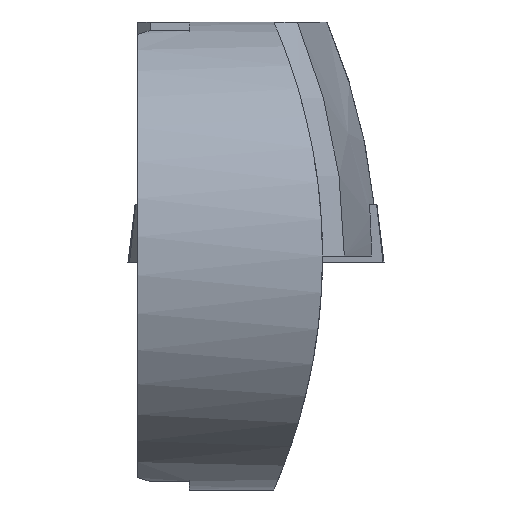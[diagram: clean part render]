
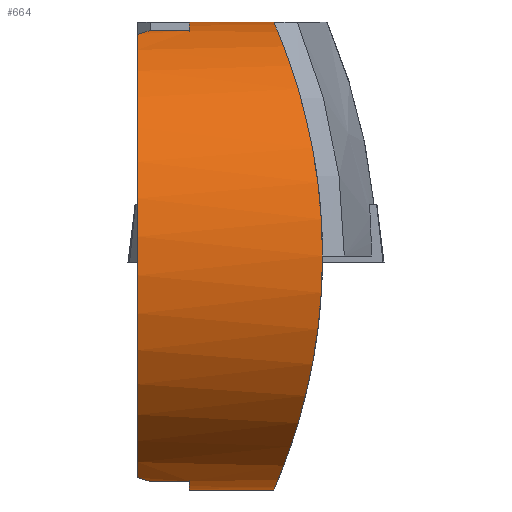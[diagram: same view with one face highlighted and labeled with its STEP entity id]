
A CAD part, left-side view. The second image highlights one B-rep face of the part: STEP entity #664.
In plain terms, the highlighted cylindrical face has radius 9.5 mm (diameter 19 mm), a partial arc.
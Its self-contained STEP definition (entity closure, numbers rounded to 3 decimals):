
#584=EDGE_CURVE('NONE',#1134,#1094,#1628,.T.);
#664=ADVANCED_FACE('NONE',(#1714),#1715,.T.);
#680=VERTEX_POINT('NONE',#1732);
#688=VERTEX_POINT('NONE',#1740);
#706=EDGE_CURVE('NONE',#688,#680,#1759,.T.);
#732=EDGE_CURVE('NONE',#1228,#688,#1787,.F.);
#882=EDGE_CURVE('NONE',#1430,#1404,#1950,.F.);
#930=VERTEX_POINT('NONE',#2005);
#978=EDGE_CURVE('NONE',#1058,#930,#2060,.F.);
#1016=EDGE_CURVE('NONE',#1520,#1134,#2104,.F.);
#1026=VERTEX_POINT('NONE',#2118);
#1058=VERTEX_POINT('NONE',#2153);
#1094=VERTEX_POINT('NONE',#2191);
#1120=EDGE_CURVE('NONE',#1520,#1026,#2220,.T.);
#1134=VERTEX_POINT('NONE',#2236);
#1200=EDGE_CURVE('NONE',#680,#1058,#2310,.F.);
#1206=EDGE_CURVE('NONE',#1404,#1228,#2316,.F.);
#1228=VERTEX_POINT('NONE',#2338);
#1404=VERTEX_POINT('NONE',#2532);
#1430=VERTEX_POINT('NONE',#2560);
#1490=EDGE_CURVE('NONE',#1094,#1430,#2630,.F.);
#1520=VERTEX_POINT('NONE',#2663);
#1538=EDGE_CURVE('NONE',#930,#1026,#2682,.F.);
#1628=B_SPLINE_CURVE_WITH_KNOTS('',3,(#2784,#2785,#2786,#2787,#2788,#2789,#2790,#2791,#2792,#2793,#2794,#2795,#2796,#2797,#2798,#2799,#2800,#2801,#2802,#2803,#2804,#2805),.UNSPECIFIED.,.F.,.F.,(4,2,2,2,2,2,2,2,2,2,4),(12.681,14.492,16.302,18.113,19.924,21.734,23.547,25.359,27.171,28.984,30.796),.UNSPECIFIED.);
#1714=FACE_OUTER_BOUND('',#2920,.T.);
#1715=CYLINDRICAL_SURFACE('',#2921,9.5);
#1732=CARTESIAN_POINT('',(-3.05,0.,-8.997));
#1740=CARTESIAN_POINT('',(-3.05,0.,8.997));
#1759=CIRCLE('',#2998,9.5);
#1787=ELLIPSE('',#3044,13.435,9.5);
#1950=CIRCLE('',#3263,9.5);
#2005=CARTESIAN_POINT('',(-2.55,-2.1,-9.151));
#2060=LINE('',#3440,#3441);
#2104=B_SPLINE_CURVE_WITH_KNOTS('',3,(#3497,#3498,#3499,#3500,#3501,#3502,#3503,#3504,#3505,#3506,#3507,#3508,#3509,#3510,#3511,#3512,#3513,#3514,#3515,#3516,#3517,#3518,#3519),.UNSPECIFIED.,.F.,.F.,(4,2,2,2,2,2,2,2,2,3,4),(-16.302,-14.492,-12.681,-10.871,-9.06,-7.25,-5.437,-3.625,-1.812,0.0,1.812),.UNSPECIFIED.);
#2118=CARTESIAN_POINT('',(0.,-2.1,-9.5));
#2153=CARTESIAN_POINT('',(-2.55,-0.5,-9.151));
#2191=CARTESIAN_POINT('',(0.,-5.517,9.5));
#2220=LINE('',#3701,#3702);
#2236=CARTESIAN_POINT('',(-9.5,-7.5,0.));
#2310=ELLIPSE('',#3841,13.435,9.5);
#2316=LINE('',#3852,#3853);
#2338=CARTESIAN_POINT('',(-2.55,-0.5,9.151));
#2532=CARTESIAN_POINT('',(-2.55,-2.1,9.151));
#2560=CARTESIAN_POINT('',(0.,-2.1,9.5));
#2630=LINE('',#4336,#4337);
#2663=CARTESIAN_POINT('',(0.,-5.517,-9.5));
#2682=CIRCLE('',#4885,9.5);
#2784=CARTESIAN_POINT('',(-9.32,-7.428,-1.842));
#2785=CARTESIAN_POINT('',(-9.442,-7.476,-1.226));
#2786=CARTESIAN_POINT('',(-9.5,-7.5,-0.604));
#2787=CARTESIAN_POINT('',(-9.5,-7.5,0.604));
#2788=CARTESIAN_POINT('',(-9.442,-7.476,1.226));
#2789=CARTESIAN_POINT('',(-9.198,-7.38,2.459));
#2790=CARTESIAN_POINT('',(-9.013,-7.308,3.07));
#2791=CARTESIAN_POINT('',(-8.526,-7.126,4.238));
#2792=CARTESIAN_POINT('',(-8.224,-7.017,4.797));
#2793=CARTESIAN_POINT('',(-7.528,-6.78,5.827));
#2794=CARTESIAN_POINT('',(-7.135,-6.653,6.3));
#2795=CARTESIAN_POINT('',(-6.299,-6.407,7.136));
#2796=CARTESIAN_POINT('',(-5.827,-6.278,7.529));
#2797=CARTESIAN_POINT('',(-4.796,-6.034,8.224));
#2798=CARTESIAN_POINT('',(-4.238,-5.919,8.526));
#2799=CARTESIAN_POINT('',(-3.07,-5.725,9.012));
#2800=CARTESIAN_POINT('',(-2.459,-5.647,9.198));
#2801=CARTESIAN_POINT('',(-1.226,-5.543,9.441));
#2802=CARTESIAN_POINT('',(-0.604,-5.517,9.5));
#2803=CARTESIAN_POINT('',(0.604,-5.517,9.5));
#2804=CARTESIAN_POINT('',(1.226,-5.543,9.441));
#2805=CARTESIAN_POINT('',(1.843,-5.595,9.32));
#2920=EDGE_LOOP('',(#5084,#5085,#5086,#5087,#5088,#5089,#5090,#5091,#5092,#5093,#5094));
#2921=AXIS2_PLACEMENT_3D('',#5095,#5096,#5097);
#2998=AXIS2_PLACEMENT_3D('',#5132,#5133,#5134);
#3044=AXIS2_PLACEMENT_3D('',#5162,#5163,#5164);
#3263=AXIS2_PLACEMENT_3D('',#5345,#5346,#5347);
#3440=CARTESIAN_POINT('',(-2.55,-15.0,-9.151));
#3441=VECTOR('',#5502,1.0);
#3497=CARTESIAN_POINT('',(-9.32,-7.428,1.842));
#3498=CARTESIAN_POINT('',(-9.442,-7.476,1.226));
#3499=CARTESIAN_POINT('',(-9.5,-7.5,0.604));
#3500=CARTESIAN_POINT('',(-9.5,-7.5,-0.604));
#3501=CARTESIAN_POINT('',(-9.442,-7.476,-1.226));
#3502=CARTESIAN_POINT('',(-9.198,-7.38,-2.459));
#3503=CARTESIAN_POINT('',(-9.013,-7.308,-3.07));
#3504=CARTESIAN_POINT('',(-8.526,-7.126,-4.238));
#3505=CARTESIAN_POINT('',(-8.224,-7.017,-4.797));
#3506=CARTESIAN_POINT('',(-7.528,-6.78,-5.827));
#3507=CARTESIAN_POINT('',(-7.135,-6.653,-6.3));
#3508=CARTESIAN_POINT('',(-6.299,-6.407,-7.136));
#3509=CARTESIAN_POINT('',(-5.827,-6.278,-7.529));
#3510=CARTESIAN_POINT('',(-4.796,-6.034,-8.224));
#3511=CARTESIAN_POINT('',(-4.238,-5.919,-8.526));
#3512=CARTESIAN_POINT('',(-3.07,-5.725,-9.012));
#3513=CARTESIAN_POINT('',(-2.459,-5.647,-9.198));
#3514=CARTESIAN_POINT('',(-1.226,-5.543,-9.441));
#3515=CARTESIAN_POINT('',(-0.604,-5.517,-9.5));
#3516=CARTESIAN_POINT('',(0.,-5.517,-9.5));
#3517=CARTESIAN_POINT('',(0.604,-5.517,-9.5));
#3518=CARTESIAN_POINT('',(1.226,-5.543,-9.441));
#3519=CARTESIAN_POINT('',(1.843,-5.595,-9.32));
#3701=CARTESIAN_POINT('',(0.,-15.0,-9.5));
#3702=VECTOR('',#5711,1000.0);
#3841=AXIS2_PLACEMENT_3D('',#5820,#5821,#5822);
#3852=CARTESIAN_POINT('',(-2.55,-15.0,9.151));
#3853=VECTOR('',#5825,1.0);
#4336=CARTESIAN_POINT('',(0.,-15.0,9.5));
#4337=VECTOR('',#6183,1.0);
#4885=AXIS2_PLACEMENT_3D('',#6248,#6249,#6250);
#5084=ORIENTED_EDGE('',*,*,#1120,.F.);
#5085=ORIENTED_EDGE('',*,*,#1016,.T.);
#5086=ORIENTED_EDGE('',*,*,#584,.T.);
#5087=ORIENTED_EDGE('',*,*,#1490,.T.);
#5088=ORIENTED_EDGE('',*,*,#882,.T.);
#5089=ORIENTED_EDGE('',*,*,#1206,.T.);
#5090=ORIENTED_EDGE('',*,*,#732,.T.);
#5091=ORIENTED_EDGE('',*,*,#706,.T.);
#5092=ORIENTED_EDGE('',*,*,#1200,.T.);
#5093=ORIENTED_EDGE('',*,*,#978,.T.);
#5094=ORIENTED_EDGE('',*,*,#1538,.T.);
#5095=CARTESIAN_POINT('',(0.0,-15.0,0.0));
#5096=DIRECTION('',(-0.0,1.0,0.0));
#5097=DIRECTION('',(0.,0.0,-1.0));
#5132=CARTESIAN_POINT('',(0.0,0.0,0.0));
#5133=DIRECTION('',(0.0,-1.0,-0.0));
#5134=DIRECTION('',(0.,0.0,-1.0));
#5162=CARTESIAN_POINT('',(0.0,-3.05,0.0));
#5163=DIRECTION('',(0.707,0.707,0.));
#5164=DIRECTION('',(0.707,-0.707,0.));
#5345=CARTESIAN_POINT('',(0.0,-2.1,0.0));
#5346=DIRECTION('',(0.,1.0,0.));
#5347=DIRECTION('',(0.,0.0,-1.0));
#5502=DIRECTION('',(-0.0,1.0,0.0));
#5711=DIRECTION('',(0.0,1.0,0.0));
#5820=CARTESIAN_POINT('',(0.0,-3.05,0.0));
#5821=DIRECTION('',(0.707,0.707,0.));
#5822=DIRECTION('',(0.707,-0.707,0.));
#5825=DIRECTION('',(0.0,-1.0,0.0));
#6183=DIRECTION('',(0.0,-1.0,0.0));
#6248=CARTESIAN_POINT('',(0.0,-2.1,0.0));
#6249=DIRECTION('',(0.,1.0,0.));
#6250=DIRECTION('',(0.,0.0,-1.0));
